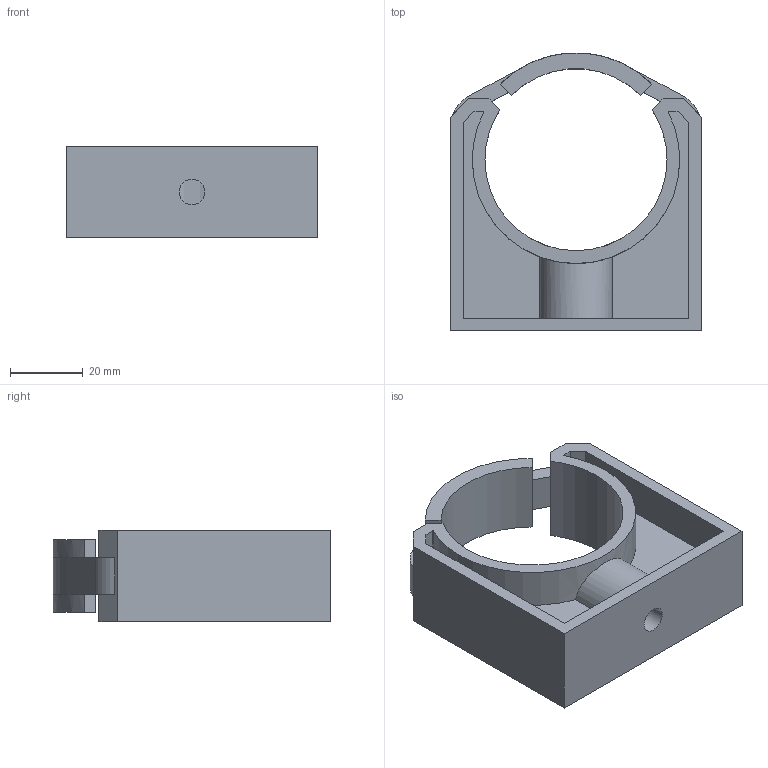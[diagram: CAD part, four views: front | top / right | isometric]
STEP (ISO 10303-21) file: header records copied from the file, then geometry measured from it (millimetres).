
FILE_DESCRIPTION (( 'STEP AP214' ), '1' );
FILE_NAME ('65929 Rohrschelle PP d50.step', '2008-04-23T02:10:59', ( '' ), ( '' ), 'SwSTEP 2.0', 'SolidWorks 2008', '' );
FILE_SCHEMA (( 'AUTOMOTIVE_DESIGN' ));
Length unit declared in the file: millimetre
Products named in the file (1): 65929 Rohrschelle PP d50
Bounding box: 69 x 76.31 x 25 mm (x, y, z)
Volume: 37883.3 mm3; surface area: 23030.7 mm2
Topology: 1 solids, 1 shells, 71 faces, 200 edges, 132 vertices
Faces by surface type: plane 50, cylinder 21
Entity records: 3044 total; most frequent: CARTESIAN_POINT 578, ORIENTED_EDGE 400, DIRECTION 384, EDGE_CURVE 200, VECTOR 152, LINE 152, VERTEX_POINT 132, AXIS2_PLACEMENT_3D 116
